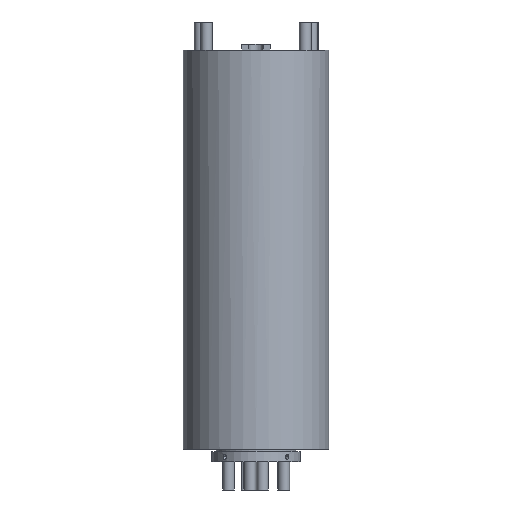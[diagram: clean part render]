
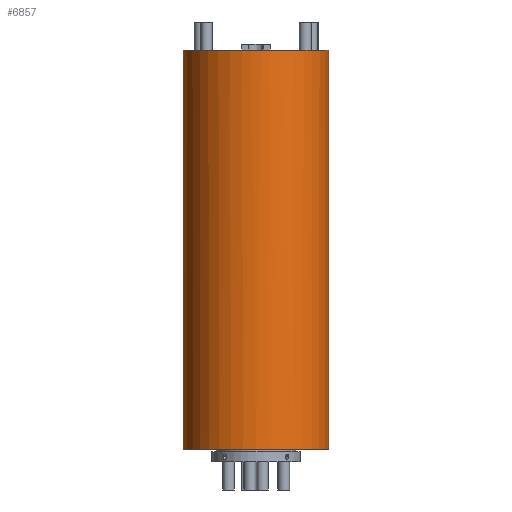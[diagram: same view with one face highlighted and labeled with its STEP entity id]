
A CAD part, front view. The second image highlights one B-rep face of the part: STEP entity #6857.
In plain terms, the highlighted cylindrical face has radius 49.5 mm (diameter 99 mm), a partial arc.
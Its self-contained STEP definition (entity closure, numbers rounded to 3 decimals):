
#7 = LINE ( 'NONE', #5367, #7803 ) ;
#356 = VECTOR ( 'NONE', #7301, 1000. ) ;
#439 = CARTESIAN_POINT ( 'NONE',  ( 49.5, 0., 279.4 ) ) ;
#884 = CARTESIAN_POINT ( 'NONE',  ( 0., 0., 279.4 ) ) ;
#1409 = CARTESIAN_POINT ( 'NONE',  ( 0., 0., 279.4 ) ) ;
#1603 = DIRECTION ( 'NONE',  ( 0., 0., 1. ) ) ;
#1879 = DIRECTION ( 'NONE',  ( 1., 0., 0. ) ) ;
#1893 = AXIS2_PLACEMENT_3D ( 'NONE', #7445, #1603, #8366 ) ;
#2079 = EDGE_CURVE ( 'NONE', #7206, #3462, #7, .T. ) ;
#2284 = CARTESIAN_POINT ( 'NONE',  ( 49.5, 0., 279.4 ) ) ;
#2401 = DIRECTION ( 'NONE',  ( 1., 0., 0. ) ) ;
#2579 = CARTESIAN_POINT ( 'NONE',  ( 49.5, 0., 8.6 ) ) ;
#2695 = ORIENTED_EDGE ( 'NONE', *, *, #11365, .F. ) ;
#2966 = LINE ( 'NONE', #439, #356 ) ;
#3043 = EDGE_LOOP ( 'NONE', ( #11785, #7220, #2695, #6352, #3273, #12077 ) ) ;
#3273 = ORIENTED_EDGE ( 'NONE', *, *, #2079, .T. ) ;
#3304 = CIRCLE ( 'NONE', #1893, 49.5 ) ;
#3319 = VERTEX_POINT ( 'NONE', #2284 ) ;
#3360 = CIRCLE ( 'NONE', #6573, 49.5 ) ;
#3462 = VERTEX_POINT ( 'NONE', #7432 ) ;
#4330 = DIRECTION ( 'NONE',  ( 0., 0., 1. ) ) ;
#4348 = EDGE_CURVE ( 'NONE', #7206, #6103, #4988, .T. ) ;
#4919 = CARTESIAN_POINT ( 'NONE',  ( -49.5, 0., 279.4 ) ) ;
#4988 = CIRCLE ( 'NONE', #5981, 49.5 ) ;
#5285 = EDGE_CURVE ( 'NONE', #3319, #12211, #2966, .T. ) ;
#5367 = CARTESIAN_POINT ( 'NONE',  ( -49.5, 0., 279.4 ) ) ;
#5510 = VERTEX_POINT ( 'NONE', #10958 ) ;
#5565 = EDGE_CURVE ( 'NONE', #3462, #12211, #3304, .T. ) ;
#5981 = AXIS2_PLACEMENT_3D ( 'NONE', #10024, #4330, #10943 ) ;
#6103 = VERTEX_POINT ( 'NONE', #12364 ) ;
#6352 = ORIENTED_EDGE ( 'NONE', *, *, #4348, .F. ) ;
#6573 = AXIS2_PLACEMENT_3D ( 'NONE', #1409, #8193, #2401 ) ;
#6705 = DIRECTION ( 'NONE',  ( -1., 0., 0. ) ) ;
#6857 = ADVANCED_FACE ( 'NONE', ( #9695 ), #11857, .T. ) ;
#7206 = VERTEX_POINT ( 'NONE', #4919 ) ;
#7220 = ORIENTED_EDGE ( 'NONE', *, *, #8818, .F. ) ;
#7301 = DIRECTION ( 'NONE',  ( 0., 0., -1. ) ) ;
#7432 = CARTESIAN_POINT ( 'NONE',  ( -49.5, 0., 8.6 ) ) ;
#7445 = CARTESIAN_POINT ( 'NONE',  ( 0., 0., 8.6 ) ) ;
#7706 = DIRECTION ( 'NONE',  ( 0., 0., 1. ) ) ;
#7803 = VECTOR ( 'NONE', #11917, 1000. ) ;
#8193 = DIRECTION ( 'NONE',  ( 0., 0., 1. ) ) ;
#8366 = DIRECTION ( 'NONE',  ( 1., 0., 0. ) ) ;
#8818 = EDGE_CURVE ( 'NONE', #5510, #3319, #3360, .T. ) ;
#9533 = DIRECTION ( 'NONE',  ( 0., 0., -1. ) ) ;
#9625 = CARTESIAN_POINT ( 'NONE',  ( 0., 0., 279.4 ) ) ;
#9695 = FACE_OUTER_BOUND ( 'NONE', #3043, .T. ) ;
#10024 = CARTESIAN_POINT ( 'NONE',  ( 0., 0., 279.4 ) ) ;
#10943 = DIRECTION ( 'NONE',  ( 1., 0., 0. ) ) ;
#10958 = CARTESIAN_POINT ( 'NONE',  ( 9.75, -48.53, 279.4 ) ) ;
#11365 = EDGE_CURVE ( 'NONE', #6103, #5510, #11406, .T. ) ;
#11406 = CIRCLE ( 'NONE', #11915, 49.5 ) ;
#11670 = AXIS2_PLACEMENT_3D ( 'NONE', #9625, #9533, #6705 ) ;
#11785 = ORIENTED_EDGE ( 'NONE', *, *, #5285, .F. ) ;
#11857 = CYLINDRICAL_SURFACE ( 'NONE', #11670, 49.5 ) ;
#11915 = AXIS2_PLACEMENT_3D ( 'NONE', #884, #7706, #1879 ) ;
#11917 = DIRECTION ( 'NONE',  ( 0., 0., -1. ) ) ;
#12077 = ORIENTED_EDGE ( 'NONE', *, *, #5565, .T. ) ;
#12211 = VERTEX_POINT ( 'NONE', #2579 ) ;
#12364 = CARTESIAN_POINT ( 'NONE',  ( -9.75, -48.53, 279.4 ) ) ;
